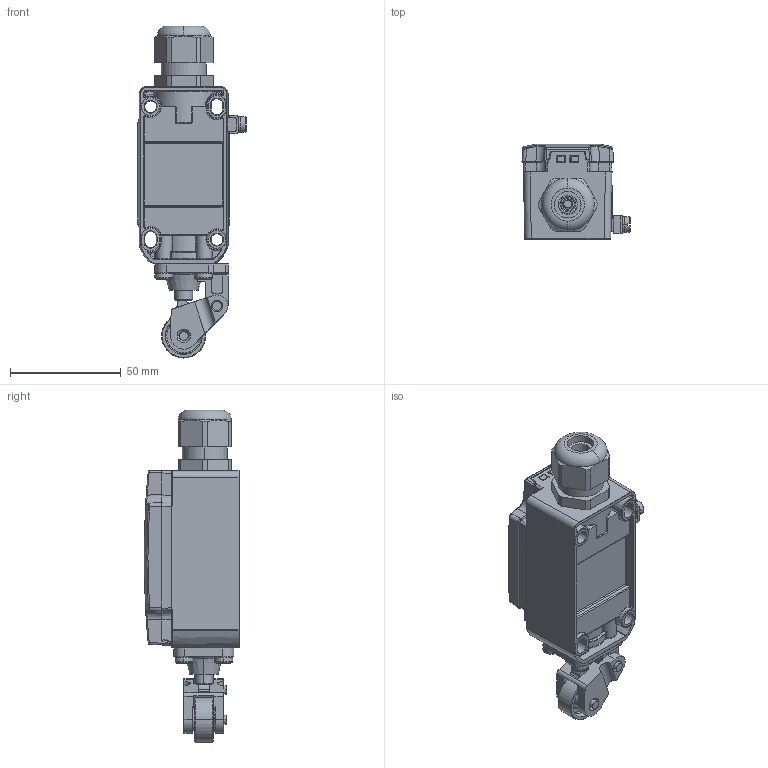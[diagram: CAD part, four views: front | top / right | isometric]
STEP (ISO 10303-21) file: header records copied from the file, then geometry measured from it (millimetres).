
FILE_DESCRIPTION((''),'2;1');
FILE_NAME('1400717_SW0001','2016-05-03T',('sharbsmeier'),('.steute Schaltgeräte GmbH, Löhne'),'PRO/ENGINEER BY PARAMETRIC TECHNOLOGY CORPORATION, 2015070','PRO/ENGINEER BY PARAMETRIC TECHNOLOGY CORPORATION, 2015070','');
FILE_SCHEMA(('CONFIG_CONTROL_DESIGN'));
Products named in the file (1): 1400717_SW0001
Bounding box: 48.81 x 43.17 x 150 mm (x, y, z)
Surface area: 45333.2 mm2 (no closed solid volume)
Topology: 0 solids, 45 shells, 1297 faces, 4259 edges, 2953 vertices
Faces by surface type: plane 449, cylinder 428, bspline 201, cone 106, torus 97, sphere 16
Entity records: 57918 total; most frequent: CARTESIAN_POINT 23246, ORIENTED_EDGE 7118, DIRECTION 6603, EDGE_CURVE 4246, VERTEX_POINT 2952, AXIS2_PLACEMENT_3D 2343, VECTOR 1917, LINE 1917
